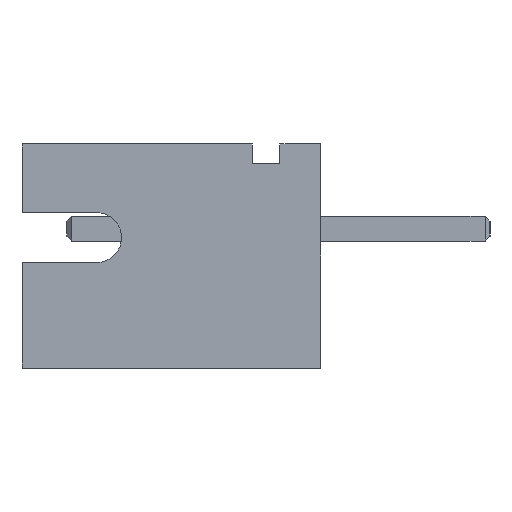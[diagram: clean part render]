
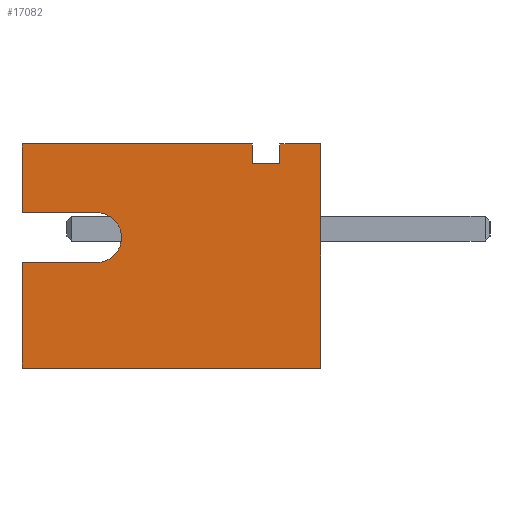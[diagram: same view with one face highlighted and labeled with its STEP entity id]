
A CAD part, left-side view. The second image highlights one B-rep face of the part: STEP entity #17082.
In plain terms, the highlighted planar face has unit normal (-1, 0, 0).
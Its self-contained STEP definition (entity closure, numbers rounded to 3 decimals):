
#216 = FACE_OUTER_BOUND ( 'NONE', #4559, .T. ) ;
#310 = EDGE_CURVE ( 'NONE', #9769, #9552, #9612, .T. ) ;
#340 = CARTESIAN_POINT ( 'NONE',  ( -1.95, 6., -0.68 ) ) ;
#493 = DIRECTION ( 'NONE',  ( 1., 0., 0. ) ) ;
#890 = VECTOR ( 'NONE', #7316, 1000. ) ;
#1489 = VECTOR ( 'NONE', #2794, 1000. ) ;
#1598 = EDGE_CURVE ( 'NONE', #4634, #17824, #11594, .T. ) ;
#1682 = LINE ( 'NONE', #4507, #7804 ) ;
#1913 = DIRECTION ( 'NONE',  ( 0., -1., 0. ) ) ;
#2102 = LINE ( 'NONE', #7868, #4065 ) ;
#2226 = CARTESIAN_POINT ( 'NONE',  ( -1.95, 6., 1.7 ) ) ;
#2389 = CARTESIAN_POINT ( 'NONE',  ( -1.95, 4.5, -0.18 ) ) ;
#2794 = DIRECTION ( 'NONE',  ( 0., -1., 0. ) ) ;
#2862 = EDGE_CURVE ( 'NONE', #11660, #9552, #14228, .T. ) ;
#3113 = CARTESIAN_POINT ( 'NONE',  ( -1.95, 6., 1.7 ) ) ;
#3148 = VECTOR ( 'NONE', #11691, 1000. ) ;
#3188 = CARTESIAN_POINT ( 'NONE',  ( -1.95, 6., -2.8 ) ) ;
#3726 = LINE ( 'NONE', #12401, #15081 ) ;
#3783 = AXIS2_PLACEMENT_3D ( 'NONE', #2389, #8163, #18020 ) ;
#3792 = EDGE_CURVE ( 'NONE', #7745, #14925, #1682, .T. ) ;
#3828 = ORIENTED_EDGE ( 'NONE', *, *, #1598, .F. ) ;
#4065 = VECTOR ( 'NONE', #1913, 1000. ) ;
#4491 = LINE ( 'NONE', #10152, #1489 ) ;
#4507 = CARTESIAN_POINT ( 'NONE',  ( -1.95, 6., 0.32 ) ) ;
#4543 = ORIENTED_EDGE ( 'NONE', *, *, #4846, .F. ) ;
#4559 = EDGE_LOOP ( 'NONE', ( #12256, #14678, #11211, #11541, #10214, #3828, #6005, #4543, #8162, #17903, #10335, #16934 ) ) ;
#4579 = CARTESIAN_POINT ( 'NONE',  ( -1.95, 0.82, 1.3 ) ) ;
#4634 = VERTEX_POINT ( 'NONE', #11965 ) ;
#4846 = EDGE_CURVE ( 'NONE', #9769, #11840, #17586, .T. ) ;
#4970 = VERTEX_POINT ( 'NONE', #340 ) ;
#5398 = EDGE_CURVE ( 'NONE', #8227, #17824, #3726, .T. ) ;
#5514 = CARTESIAN_POINT ( 'NONE',  ( -1.95, 0.82, 1.3 ) ) ;
#5536 = DIRECTION ( 'NONE',  ( 0., 0., 1. ) ) ;
#5672 = EDGE_CURVE ( 'NONE', #4970, #11863, #2102, .T. ) ;
#5697 = LINE ( 'NONE', #4579, #9326 ) ;
#5800 = DIRECTION ( 'NONE',  ( 0., 0., 1. ) ) ;
#6005 = ORIENTED_EDGE ( 'NONE', *, *, #7139, .F. ) ;
#6516 = DIRECTION ( 'NONE',  ( 0., 0., 1. ) ) ;
#6888 = CARTESIAN_POINT ( 'NONE',  ( -1.95, 4.5, -0.68 ) ) ;
#7139 = EDGE_CURVE ( 'NONE', #11840, #4634, #5697, .T. ) ;
#7316 = DIRECTION ( 'NONE',  ( 0., -1., 0. ) ) ;
#7371 = CARTESIAN_POINT ( 'NONE',  ( -1.95, 6., 1.7 ) ) ;
#7584 = CARTESIAN_POINT ( 'NONE',  ( -1.95, 0., -2.8 ) ) ;
#7745 = VERTEX_POINT ( 'NONE', #12522 ) ;
#7804 = VECTOR ( 'NONE', #17421, 1000. ) ;
#7868 = CARTESIAN_POINT ( 'NONE',  ( -1.95, 6., -0.68 ) ) ;
#7947 = EDGE_CURVE ( 'NONE', #14925, #11660, #16469, .T. ) ;
#8162 = ORIENTED_EDGE ( 'NONE', *, *, #310, .T. ) ;
#8163 = DIRECTION ( 'NONE',  ( -1., 0., 0. ) ) ;
#8224 = DIRECTION ( 'NONE',  ( 0., 0., 1. ) ) ;
#8227 = VERTEX_POINT ( 'NONE', #7584 ) ;
#8318 = VECTOR ( 'NONE', #5536, 1000. ) ;
#8653 = EDGE_CURVE ( 'NONE', #17408, #8227, #4491, .T. ) ;
#8977 = CARTESIAN_POINT ( 'NONE',  ( -1.95, 6., 1.7 ) ) ;
#9326 = VECTOR ( 'NONE', #5800, 1000. ) ;
#9397 = DIRECTION ( 'NONE',  ( 0., 0., 1. ) ) ;
#9552 = VERTEX_POINT ( 'NONE', #18176 ) ;
#9612 = LINE ( 'NONE', #12351, #16829 ) ;
#9769 = VERTEX_POINT ( 'NONE', #10737 ) ;
#10152 = CARTESIAN_POINT ( 'NONE',  ( -1.95, 6., -2.8 ) ) ;
#10214 = ORIENTED_EDGE ( 'NONE', *, *, #5398, .T. ) ;
#10335 = ORIENTED_EDGE ( 'NONE', *, *, #7947, .F. ) ;
#10524 = CARTESIAN_POINT ( 'NONE',  ( -1.95, 0., 1.7 ) ) ;
#10737 = CARTESIAN_POINT ( 'NONE',  ( -1.95, 1.38, 1.3 ) ) ;
#10919 = CARTESIAN_POINT ( 'NONE',  ( -1.95, 6., 1.7 ) ) ;
#10938 = EDGE_CURVE ( 'NONE', #17408, #4970, #16946, .T. ) ;
#11211 = ORIENTED_EDGE ( 'NONE', *, *, #10938, .F. ) ;
#11541 = ORIENTED_EDGE ( 'NONE', *, *, #8653, .T. ) ;
#11594 = LINE ( 'NONE', #7371, #3148 ) ;
#11660 = VERTEX_POINT ( 'NONE', #17514 ) ;
#11691 = DIRECTION ( 'NONE',  ( 0., -1., 0. ) ) ;
#11840 = VERTEX_POINT ( 'NONE', #5514 ) ;
#11863 = VERTEX_POINT ( 'NONE', #6888 ) ;
#11960 = EDGE_CURVE ( 'NONE', #11863, #7745, #12471, .T. ) ;
#11965 = CARTESIAN_POINT ( 'NONE',  ( -1.95, 0.82, 1.7 ) ) ;
#12256 = ORIENTED_EDGE ( 'NONE', *, *, #11960, .F. ) ;
#12351 = CARTESIAN_POINT ( 'NONE',  ( -1.95, 1.38, 1.3 ) ) ;
#12401 = CARTESIAN_POINT ( 'NONE',  ( -1.95, 0., 1.7 ) ) ;
#12471 = CIRCLE ( 'NONE', #3783, 0.5 ) ;
#12522 = CARTESIAN_POINT ( 'NONE',  ( -1.95, 4.5, 0.32 ) ) ;
#13226 = AXIS2_PLACEMENT_3D ( 'NONE', #8977, #493, #16227 ) ;
#13227 = CARTESIAN_POINT ( 'NONE',  ( -1.95, 1.38, 1.3 ) ) ;
#14228 = LINE ( 'NONE', #3113, #890 ) ;
#14678 = ORIENTED_EDGE ( 'NONE', *, *, #5672, .F. ) ;
#14735 = VECTOR ( 'NONE', #16259, 1000. ) ;
#14869 = VECTOR ( 'NONE', #6516, 1000. ) ;
#14925 = VERTEX_POINT ( 'NONE', #17804 ) ;
#15081 = VECTOR ( 'NONE', #9397, 1000. ) ;
#16227 = DIRECTION ( 'NONE',  ( 0., 0., -1. ) ) ;
#16259 = DIRECTION ( 'NONE',  ( 0., -1., 0. ) ) ;
#16469 = LINE ( 'NONE', #2226, #14869 ) ;
#16829 = VECTOR ( 'NONE', #8224, 1000. ) ;
#16934 = ORIENTED_EDGE ( 'NONE', *, *, #3792, .F. ) ;
#16946 = LINE ( 'NONE', #10919, #8318 ) ;
#17082 = ADVANCED_FACE ( 'NONE', ( #216 ), #17364, .F. ) ;
#17364 = PLANE ( 'NONE',  #13226 ) ;
#17408 = VERTEX_POINT ( 'NONE', #3188 ) ;
#17421 = DIRECTION ( 'NONE',  ( 0., 1., 0. ) ) ;
#17514 = CARTESIAN_POINT ( 'NONE',  ( -1.95, 6., 1.7 ) ) ;
#17586 = LINE ( 'NONE', #13227, #14735 ) ;
#17804 = CARTESIAN_POINT ( 'NONE',  ( -1.95, 6., 0.32 ) ) ;
#17824 = VERTEX_POINT ( 'NONE', #10524 ) ;
#17903 = ORIENTED_EDGE ( 'NONE', *, *, #2862, .F. ) ;
#18020 = DIRECTION ( 'NONE',  ( 0., 0., 1. ) ) ;
#18176 = CARTESIAN_POINT ( 'NONE',  ( -1.95, 1.38, 1.7 ) ) ;
